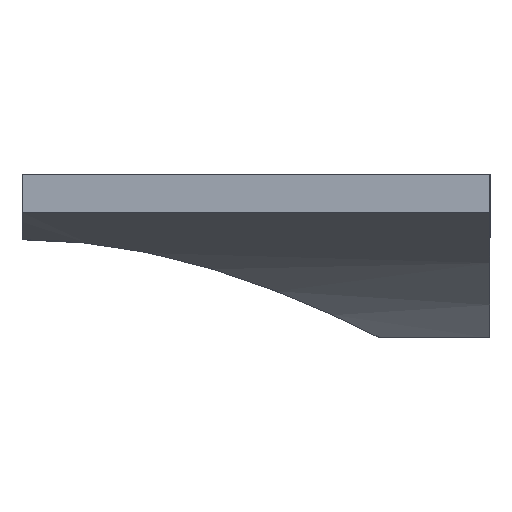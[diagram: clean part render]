
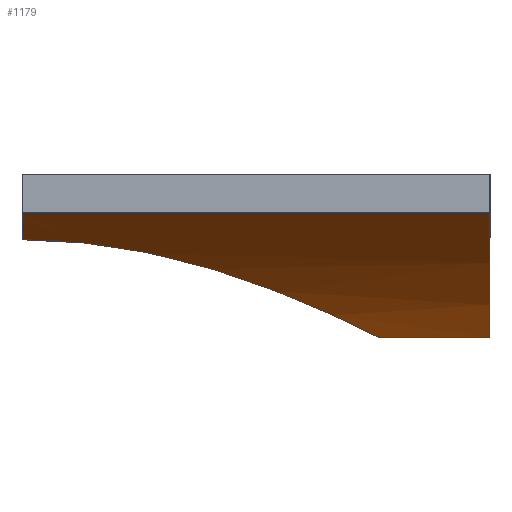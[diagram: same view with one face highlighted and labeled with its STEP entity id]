
A CAD part, left-side view. The second image highlights one B-rep face of the part: STEP entity #1179.
In plain terms, the highlighted cylindrical face has radius 73 mm (diameter 146 mm), a partial arc.
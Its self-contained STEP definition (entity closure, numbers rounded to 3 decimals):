
#4 = CARTESIAN_POINT ( 'NONE',  ( -38.204, 27.303, -8.712 ) ) ;
#6 = DIRECTION ( 'NONE',  ( 0., 1., 0. ) ) ;
#16 = CARTESIAN_POINT ( 'NONE',  ( -41.61, 37.169, -6.482 ) ) ;
#17 = DIRECTION ( 'NONE',  ( 0., 1., 0. ) ) ;
#32 = DIRECTION ( 'NONE',  ( 0., -1., 0. ) ) ;
#80 = VECTOR ( 'NONE', #32, 1000. ) ;
#102 = CARTESIAN_POINT ( 'NONE',  ( -46., 0., -3.183 ) ) ;
#116 = CARTESIAN_POINT ( 'NONE',  ( -40.705, 33.747, -7.099 ) ) ;
#124 = CARTESIAN_POINT ( 'NONE',  ( -42.5, 44.198, -5.853 ) ) ;
#139 = CIRCLE ( 'NONE', #853, 73. ) ;
#216 = CARTESIAN_POINT ( 'NONE',  ( 0., 0., 53.5 ) ) ;
#220 = ORIENTED_EDGE ( 'NONE', *, *, #862, .T. ) ;
#226 = VERTEX_POINT ( 'NONE', #344 ) ;
#284 = VERTEX_POINT ( 'NONE', #453 ) ;
#296 = AXIS2_PLACEMENT_3D ( 'NONE', #666, #17, #1052 ) ;
#302 = CARTESIAN_POINT ( 'NONE',  ( -34.205, 20.761, -10.993 ) ) ;
#310 = CARTESIAN_POINT ( 'NONE',  ( -39.873, 31.264, -7.65 ) ) ;
#312 = CARTESIAN_POINT ( 'NONE',  ( -23.833, 0., -15.5 ) ) ;
#315 = VERTEX_POINT ( 'NONE', #355 ) ;
#316 = CARTESIAN_POINT ( 'NONE',  ( -40.166, 32.081, -7.458 ) ) ;
#344 = CARTESIAN_POINT ( 'NONE',  ( -46., 46., -3.183 ) ) ;
#347 = ORIENTED_EDGE ( 'NONE', *, *, #580, .T. ) ;
#353 = ORIENTED_EDGE ( 'NONE', *, *, #413, .F. ) ;
#355 = CARTESIAN_POINT ( 'NONE',  ( -23.833, 0., -15.5 ) ) ;
#387 = CYLINDRICAL_SURFACE ( 'NONE', #296, 73. ) ;
#390 = LINE ( 'NONE', #772, #516 ) ;
#393 = VERTEX_POINT ( 'NONE', #102 ) ;
#413 = EDGE_CURVE ( 'NONE', #617, #284, #948, .T. ) ;
#453 = CARTESIAN_POINT ( 'NONE',  ( -42.5, 46., -5.853 ) ) ;
#480 = CARTESIAN_POINT ( 'NONE',  ( -32.626, 18.751, -11.806 ) ) ;
#516 = VECTOR ( 'NONE', #1147, 1000. ) ;
#552 = DIRECTION ( 'NONE',  ( 0., 0., 1. ) ) ;
#572 = CARTESIAN_POINT ( 'NONE',  ( -40.952, 34.598, -6.932 ) ) ;
#580 = EDGE_CURVE ( 'NONE', #393, #226, #390, .T. ) ;
#581 = CARTESIAN_POINT ( 'NONE',  ( -30.375, 16.226, -12.892 ) ) ;
#597 = CARTESIAN_POINT ( 'NONE',  ( -33.689, 20.077, -11.264 ) ) ;
#617 = VERTEX_POINT ( 'NONE', #1092 ) ;
#665 = CARTESIAN_POINT ( 'NONE',  ( -38.926, 28.853, -8.26 ) ) ;
#666 = CARTESIAN_POINT ( 'NONE',  ( 0., 0., 53.5 ) ) ;
#697 = CARTESIAN_POINT ( 'NONE',  ( -42.5, 46., -5.853 ) ) ;
#740 = DIRECTION ( 'NONE',  ( 0., 1., 0. ) ) ;
#771 = EDGE_LOOP ( 'NONE', ( #353, #906, #220, #347, #773 ) ) ;
#772 = CARTESIAN_POINT ( 'NONE',  ( -46., 0., -3.183 ) ) ;
#773 = ORIENTED_EDGE ( 'NONE', *, *, #1126, .F. ) ;
#776 = CARTESIAN_POINT ( 'NONE',  ( -35.688, 22.857, -10.192 ) ) ;
#784 = EDGE_CURVE ( 'NONE', #617, #315, #868, .T. ) ;
#793 = CARTESIAN_POINT ( 'NONE',  ( -36.585, 24.305, -9.678 ) ) ;
#832 = CARTESIAN_POINT ( 'NONE',  ( 0., 46., 53.5 ) ) ;
#853 = AXIS2_PLACEMENT_3D ( 'NONE', #832, #740, #552 ) ;
#862 = EDGE_CURVE ( 'NONE', #315, #393, #1097, .T. ) ;
#867 = CARTESIAN_POINT ( 'NONE',  ( -23.833, 10.811, -15.5 ) ) ;
#868 = LINE ( 'NONE', #312, #80 ) ;
#872 = CARTESIAN_POINT ( 'NONE',  ( -26.615, 12.822, -14.49 ) ) ;
#885 = CARTESIAN_POINT ( 'NONE',  ( -32.076, 18.106, -12.078 ) ) ;
#906 = ORIENTED_EDGE ( 'NONE', *, *, #784, .T. ) ;
#948 = B_SPLINE_CURVE_WITH_KNOTS ( 'NONE', 3,
 ( #867, #974, #872, #980, #581, #885, #480, #597, #302, #776, #793, #4, #665, #310, #316, #116, #572, #16, #1174, #1051, #124, #697 ),
 .UNSPECIFIED., .F., .F.,
 ( 4, 2, 2, 2, 2, 2, 2, 2, 2, 2, 4 ),
 ( 0., 0.005, 0.011, 0.013, 0.016, 0.021, 0.027, 0.029, 0.032, 0.037, 0.043 ),
 .UNSPECIFIED. ) ;
#952 = FACE_OUTER_BOUND ( 'NONE', #771, .T. ) ;
#970 = DIRECTION ( 'NONE',  ( 0., 0., 1. ) ) ;
#974 = CARTESIAN_POINT ( 'NONE',  ( -25.264, 11.78, -15.006 ) ) ;
#980 = CARTESIAN_POINT ( 'NONE',  ( -29.17, 15.045, -13.433 ) ) ;
#1051 = CARTESIAN_POINT ( 'NONE',  ( -42.386, 42.419, -5.935 ) ) ;
#1052 = DIRECTION ( 'NONE',  ( 0., 0., 1. ) ) ;
#1092 = CARTESIAN_POINT ( 'NONE',  ( -23.833, 10.811, -15.5 ) ) ;
#1097 = CIRCLE ( 'NONE', #1153, 73. ) ;
#1126 = EDGE_CURVE ( 'NONE', #284, #226, #139, .T. ) ;
#1147 = DIRECTION ( 'NONE',  ( 0., 1., 0. ) ) ;
#1153 = AXIS2_PLACEMENT_3D ( 'NONE', #216, #6, #970 ) ;
#1174 = CARTESIAN_POINT ( 'NONE',  ( -41.941, 38.904, -6.25 ) ) ;
#1179 = ADVANCED_FACE ( 'NONE', ( #952 ), #387, .T. ) ;
